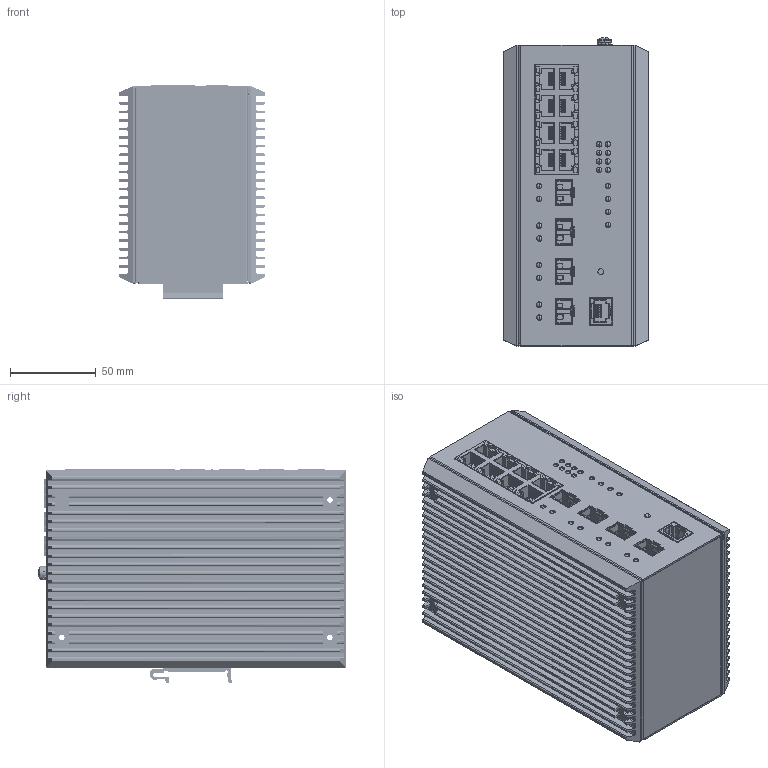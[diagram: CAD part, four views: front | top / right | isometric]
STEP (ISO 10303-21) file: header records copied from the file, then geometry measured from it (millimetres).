
FILE_DESCRIPTION (( 'STEP AP214' ), '1' );
FILE_NAME ('MES3500I-10P.STEP', '2025-01-29T12:14:18', ( '' ), ( '' ), 'SwSTEP 2.0', 'SolidWorks 2023', '' );
FILE_SCHEMA (( 'AUTOMOTIVE_DESIGN' ));
Length unit declared in the file: millimetre
Products named in the file (22): __L1301_L1301_L-130WDT-1GYW; _MSTBA2_5_3G_MSTBA2_5_3G; MES3500I-10P; __Крепление для DIN-рейки; _L1301_L1301_L-130WDT-1GYW; __MES3510P.01.00.001; __MES3500I-10P(1).01.02.001_MES3500I-10P(0).01.02.001; __MES3500I-10P(1).01.00.000; __TYCO_2007198-2_Tyco 2007198-2; __ПП MES3500I-10P (1v1); __MES3500I-10P(1).01.01.000_MES3500I-10P(0).01.01.000; __DIN7985 M4_DIN7985 M4x10; __ПП mes3510psmsfp (1v1); _ПП SPM-DC-MES3500I-10P (1v2); __DIN6798 А_DIN 6798A-4.3; _MSTBA2_5_2G_MSTBA2_5_2G; __RJ45_2X4_8P8C_WL_RJ45_2X4_8P8C_WL_kingsun 3027s-48831 v2; _L7104FO_L7104FO; __MES3500I-10P(1).01.01.001_MES3500I-10P(0).01.01.001; _SWT42_SWT42_Switronic 0770; _RJ45_1X1_SH_RJ45_1X1_SH_3019AB5611(KINSUN); __MES3500I-10P(1).01.02.000_MES3500I-10P(0).01.02.000
Assembly tree (39 placements, depth 4):
  MES3500I-10P
    __ПП mes3510psmsfp (1v1)
      __TYCO_2007198-2_Tyco 2007198-2  x4
    __ПП MES3500I-10P (1v1)
      __L1301_L1301_L-130WDT-1GYW  x8
      __RJ45_2X4_8P8C_WL_RJ45_2X4_8P8C_WL_kingsun 3027s-48831 v2
    _ПП SPM-DC-MES3500I-10P (1v2)
      _L7104FO_L7104FO  x4
      _MSTBA2_5_2G_MSTBA2_5_2G  x2
      _MSTBA2_5_3G_MSTBA2_5_3G
      _RJ45_1X1_SH_RJ45_1X1_SH_3019AB5611(KINSUN)
      _L1301_L1301_L-130WDT-1GYW  x4
      _SWT42_SWT42_Switronic 0770
    __MES3500I-10P(1).01.00.000
      __MES3500I-10P(1).01.01.000_MES3500I-10P(0).01.01.000
        __MES3500I-10P(1).01.01.001_MES3500I-10P(0).01.01.001
      __MES3500I-10P(1).01.02.000_MES3500I-10P(0).01.02.000
        __MES3500I-10P(1).01.02.001_MES3500I-10P(0).01.02.001
    __MES3510P.01.00.001  x2
    __Крепление для DIN-рейки
    __DIN7985 M4_DIN7985 M4x10
    __DIN6798 А_DIN 6798A-4.3
Bounding box: 84.9 x 179.52 x 124.66 mm (x, y, z)
Volume: 325658.3 mm3; surface area: 312227.3 mm2
Topology: 35 solids, 35 shells, 6749 faces, 19502 edges, 12797 vertices
Faces by surface type: plane 4288, cylinder 2272, cone 105, torus 58, bspline 24, sphere 2
Entity records: 122337 total; most frequent: CARTESIAN_POINT 23138, ORIENTED_EDGE 20978, DIRECTION 20102, EDGE_CURVE 10489, VECTOR 7616, LINE 7616, VERTEX_POINT 6865, AXIS2_PLACEMENT_3D 6243
